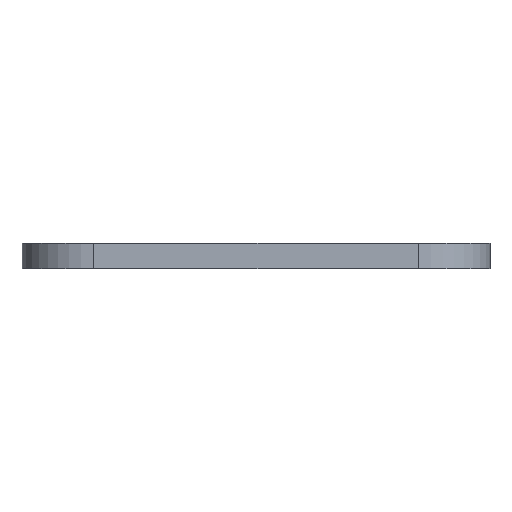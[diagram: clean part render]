
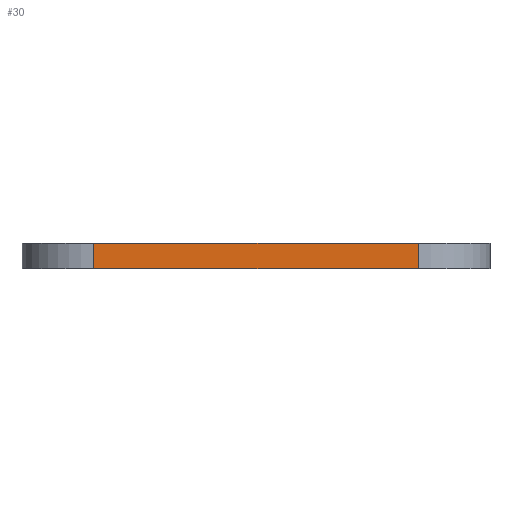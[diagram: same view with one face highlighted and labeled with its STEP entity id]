
A CAD part, front view. The second image highlights one B-rep face of the part: STEP entity #30.
In plain terms, the highlighted planar face has unit normal (0, -1, 0).
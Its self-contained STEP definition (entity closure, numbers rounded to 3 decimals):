
#30 = ADVANCED_FACE ( 'NONE', ( #3358 ), #1796, .T. ) ;
#282 = VECTOR ( 'NONE', #2729, 1000. ) ;
#437 = VECTOR ( 'NONE', #2108, 1000. ) ;
#507 = VERTEX_POINT ( 'NONE', #1588 ) ;
#519 = EDGE_CURVE ( 'NONE', #507, #3376, #2698, .T. ) ;
#727 = ORIENTED_EDGE ( 'NONE', *, *, #519, .T. ) ;
#730 = DIRECTION ( 'NONE',  ( 1., 0., 0. ) ) ;
#774 = VECTOR ( 'NONE', #3209, 1000. ) ;
#835 = EDGE_CURVE ( 'NONE', #1662, #507, #3483, .T. ) ;
#875 = EDGE_LOOP ( 'NONE', ( #1346, #2695, #3133, #727 ) ) ;
#994 = CARTESIAN_POINT ( 'NONE',  ( -12., -2.037, 5. ) ) ;
#1106 = CARTESIAN_POINT ( 'NONE',  ( -75.7, -2.037, 0. ) ) ;
#1277 = LINE ( 'NONE', #1106, #282 ) ;
#1346 = ORIENTED_EDGE ( 'NONE', *, *, #2379, .F. ) ;
#1588 = CARTESIAN_POINT ( 'NONE',  ( -12., -2.037, 0. ) ) ;
#1662 = VERTEX_POINT ( 'NONE', #2807 ) ;
#1796 = PLANE ( 'NONE',  #1961 ) ;
#1961 = AXIS2_PLACEMENT_3D ( 'NONE', #3199, #2691, #730 ) ;
#2108 = DIRECTION ( 'NONE',  ( 1., 0., 0. ) ) ;
#2156 = LINE ( 'NONE', #2968, #2813 ) ;
#2214 = CARTESIAN_POINT ( 'NONE',  ( -75.7, -2.037, 5. ) ) ;
#2288 = VERTEX_POINT ( 'NONE', #2214 ) ;
#2379 = EDGE_CURVE ( 'NONE', #2288, #3376, #2156, .T. ) ;
#2409 = CARTESIAN_POINT ( 'NONE',  ( -12., -2.037, 0. ) ) ;
#2499 = EDGE_CURVE ( 'NONE', #1662, #2288, #1277, .T. ) ;
#2691 = DIRECTION ( 'NONE',  ( 0., -1., 0. ) ) ;
#2695 = ORIENTED_EDGE ( 'NONE', *, *, #2499, .F. ) ;
#2698 = LINE ( 'NONE', #3175, #774 ) ;
#2729 = DIRECTION ( 'NONE',  ( 0., 0., 1. ) ) ;
#2807 = CARTESIAN_POINT ( 'NONE',  ( -75.7, -2.037, 0. ) ) ;
#2813 = VECTOR ( 'NONE', #2820, 1000. ) ;
#2820 = DIRECTION ( 'NONE',  ( 1., 0., 0. ) ) ;
#2968 = CARTESIAN_POINT ( 'NONE',  ( -12., -2.037, 5. ) ) ;
#3133 = ORIENTED_EDGE ( 'NONE', *, *, #835, .T. ) ;
#3175 = CARTESIAN_POINT ( 'NONE',  ( -12., -2.037, 0. ) ) ;
#3199 = CARTESIAN_POINT ( 'NONE',  ( -12., -2.037, 0. ) ) ;
#3209 = DIRECTION ( 'NONE',  ( 0., 0., 1. ) ) ;
#3358 = FACE_OUTER_BOUND ( 'NONE', #875, .T. ) ;
#3376 = VERTEX_POINT ( 'NONE', #994 ) ;
#3483 = LINE ( 'NONE', #2409, #437 ) ;
